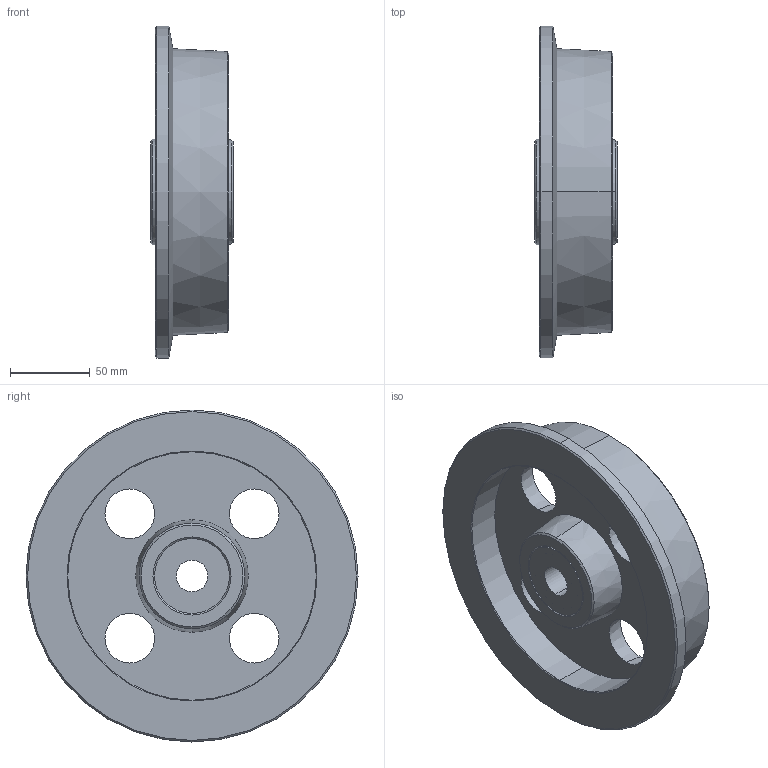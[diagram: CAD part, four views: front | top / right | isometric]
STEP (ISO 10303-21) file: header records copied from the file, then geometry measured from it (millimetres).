
FILE_DESCRIPTION (( 'STEP AP214' ), '1' );
FILE_NAME ('0023946_SPG-180-48-52-K20_(A-01).step', '2018-12-04T10:42:41', ( '' ), ( '' ), 'SwSTEP 2.0', 'SolidWorks 2018', '' );
FILE_SCHEMA (( 'AUTOMOTIVE_DESIGN' ));
Length unit declared in the file: millimetre
Products named in the file (1): 0023946_SPG-180-48-52-K20_(A-01)
Bounding box: 52 x 208.5 x 208.5 mm (x, y, z)
Volume: 660403.4 mm3; surface area: 125938.7 mm2
Topology: 1 solids, 5 shells, 89 faces, 191 edges, 116 vertices
Faces by surface type: cylinder 32, cone 32, plane 17, torus 8
Entity records: 2558 total; most frequent: DIRECTION 483, CARTESIAN_POINT 470, ORIENTED_EDGE 382, AXIS2_PLACEMENT_3D 207, EDGE_CURVE 191, CIRCLE 117, VERTEX_POINT 116, EDGE_LOOP 113
